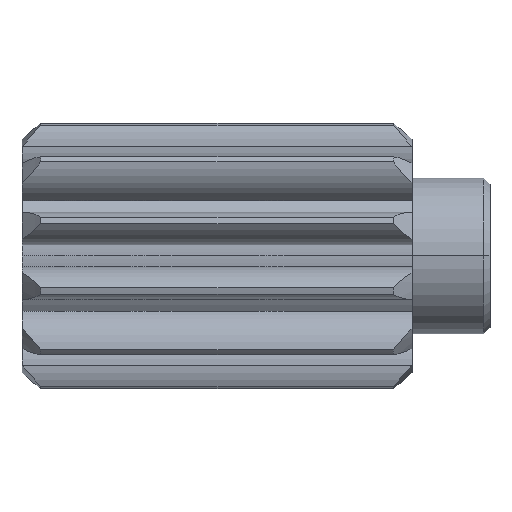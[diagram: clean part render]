
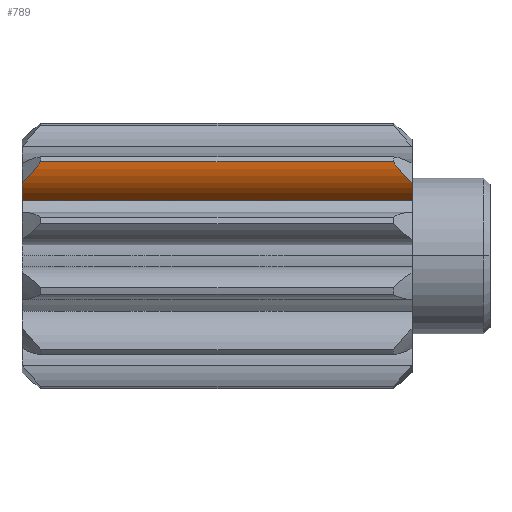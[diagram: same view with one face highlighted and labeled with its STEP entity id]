
A CAD part, top view. The second image highlights one B-rep face of the part: STEP entity #789.
In plain terms, the highlighted cylindrical face has radius 1.905 mm (diameter 3.81 mm), a partial arc.
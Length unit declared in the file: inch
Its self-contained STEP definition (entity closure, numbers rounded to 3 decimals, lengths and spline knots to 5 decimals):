
#90 = VERTEX_POINT ( 'NONE', #1957 ) ;
#96 = B_SPLINE_CURVE_WITH_KNOTS ( 'NONE', 3,
 ( #3071, #1615, #1395, #1138, #892, #2864 ),
 .UNSPECIFIED., .F., .F.,
 ( 4, 2, 4 ),
 ( 0., 0.00059, 0.00118 ),
 .UNSPECIFIED. ) ;
#101 = VERTEX_POINT ( 'NONE', #1223 ) ;
#103 = DIRECTION ( 'NONE',  ( 0., 0., 1. ) ) ;
#106 = CARTESIAN_POINT ( 'NONE',  ( -0.25, 0.11685, 0.14823 ) ) ;
#111 = CIRCLE ( 'NONE', #1929, 0.075 ) ;
#135 = EDGE_CURVE ( 'NONE', #101, #1616, #315, .T. ) ;
#276 = EDGE_CURVE ( 'NONE', #1616, #1665, #111, .T. ) ;
#311 = EDGE_LOOP ( 'NONE', ( #1165, #3126, #2074, #2616, #1340, #403 ) ) ;
#315 = LINE ( 'NONE', #1551, #2976 ) ;
#361 = CARTESIAN_POINT ( 'NONE',  ( -0.24466, 0.12177, 0.15115 ) ) ;
#403 = ORIENTED_EDGE ( 'NONE', *, *, #135, .T. ) ;
#426 = CARTESIAN_POINT ( 'NONE',  ( 0.345, 0.15069, 0.15856 ) ) ;
#604 = CARTESIAN_POINT ( 'NONE',  ( -0.22462, 0.14437, 0.1582 ) ) ;
#621 = CARTESIAN_POINT ( 'NONE',  ( 0.375, 0.08863, 0.11853 ) ) ;
#629 = CARTESIAN_POINT ( 'NONE',  ( 0.375, 0.15505, 0.08369 ) ) ;
#703 = DIRECTION ( 'NONE',  ( 0., 0., 1. ) ) ;
#719 = EDGE_CURVE ( 'NONE', #90, #2355, #3047, .T. ) ;
#789 = ADVANCED_FACE ( 'NONE', ( #1828 ), #2626, .T. ) ;
#892 = CARTESIAN_POINT ( 'NONE',  ( 0.36966, 0.12177, 0.15115 ) ) ;
#934 = CARTESIAN_POINT ( 'NONE',  ( -0.25, 0.11685, 0.14823 ) ) ;
#1054 = EDGE_CURVE ( 'NONE', #101, #2900, #3045, .T. ) ;
#1104 = B_SPLINE_CURVE_WITH_KNOTS ( 'NONE', 3,
 ( #2827, #604, #1594, #2586, #361, #106 ),
 .UNSPECIFIED., .F., .F.,
 ( 4, 2, 4 ),
 ( 0., 0.00059, 0.00118 ),
 .UNSPECIFIED. ) ;
#1138 = CARTESIAN_POINT ( 'NONE',  ( 0.36444, 0.12712, 0.15355 ) ) ;
#1165 = ORIENTED_EDGE ( 'NONE', *, *, #276, .T. ) ;
#1223 = CARTESIAN_POINT ( 'NONE',  ( -0.25, 0.08863, 0.11853 ) ) ;
#1317 = DIRECTION ( 'NONE',  ( 0., 0., 1. ) ) ;
#1340 = ORIENTED_EDGE ( 'NONE', *, *, #1054, .F. ) ;
#1395 = CARTESIAN_POINT ( 'NONE',  ( 0.35444, 0.1384, 0.15706 ) ) ;
#1531 = CARTESIAN_POINT ( 'NONE',  ( -0.25, 0.15505, 0.08369 ) ) ;
#1551 = CARTESIAN_POINT ( 'NONE',  ( 0.375, 0.08863, 0.11853 ) ) ;
#1571 = EDGE_CURVE ( 'NONE', #2355, #1665, #96, .T. ) ;
#1572 = DIRECTION ( 'NONE',  ( 1., 0., 0. ) ) ;
#1594 = CARTESIAN_POINT ( 'NONE',  ( -0.22944, 0.1384, 0.15706 ) ) ;
#1615 = CARTESIAN_POINT ( 'NONE',  ( 0.34962, 0.14437, 0.1582 ) ) ;
#1616 = VERTEX_POINT ( 'NONE', #621 ) ;
#1624 = DIRECTION ( 'NONE',  ( -1., 0., 0. ) ) ;
#1665 = VERTEX_POINT ( 'NONE', #1868 ) ;
#1742 = AXIS2_PLACEMENT_3D ( 'NONE', #1531, #2537, #1317 ) ;
#1828 = FACE_OUTER_BOUND ( 'NONE', #311, .T. ) ;
#1868 = CARTESIAN_POINT ( 'NONE',  ( 0.375, 0.11685, 0.14823 ) ) ;
#1929 = AXIS2_PLACEMENT_3D ( 'NONE', #2915, #2217, #703 ) ;
#1957 = CARTESIAN_POINT ( 'NONE',  ( -0.22, 0.15069, 0.15856 ) ) ;
#2045 = AXIS2_PLACEMENT_3D ( 'NONE', #629, #1624, #103 ) ;
#2063 = EDGE_CURVE ( 'NONE', #90, #2900, #1104, .T. ) ;
#2074 = ORIENTED_EDGE ( 'NONE', *, *, #719, .F. ) ;
#2105 = DIRECTION ( 'NONE',  ( 1., 0., 0. ) ) ;
#2217 = DIRECTION ( 'NONE',  ( -1., 0., 0. ) ) ;
#2355 = VERTEX_POINT ( 'NONE', #426 ) ;
#2537 = DIRECTION ( 'NONE',  ( -1., 0., 0. ) ) ;
#2586 = CARTESIAN_POINT ( 'NONE',  ( -0.23944, 0.12712, 0.15355 ) ) ;
#2616 = ORIENTED_EDGE ( 'NONE', *, *, #2063, .T. ) ;
#2626 = CYLINDRICAL_SURFACE ( 'NONE', #2045, 0.075 ) ;
#2752 = CARTESIAN_POINT ( 'NONE',  ( -0.3937, 0.15069, 0.15856 ) ) ;
#2827 = CARTESIAN_POINT ( 'NONE',  ( -0.22, 0.15069, 0.15856 ) ) ;
#2864 = CARTESIAN_POINT ( 'NONE',  ( 0.375, 0.11685, 0.14823 ) ) ;
#2900 = VERTEX_POINT ( 'NONE', #934 ) ;
#2915 = CARTESIAN_POINT ( 'NONE',  ( 0.375, 0.15505, 0.08369 ) ) ;
#2976 = VECTOR ( 'NONE', #2105, 39.37008 ) ;
#3035 = VECTOR ( 'NONE', #1572, 39.37008 ) ;
#3045 = CIRCLE ( 'NONE', #1742, 0.075 ) ;
#3047 = LINE ( 'NONE', #2752, #3035 ) ;
#3071 = CARTESIAN_POINT ( 'NONE',  ( 0.345, 0.15069, 0.15856 ) ) ;
#3126 = ORIENTED_EDGE ( 'NONE', *, *, #1571, .F. ) ;
